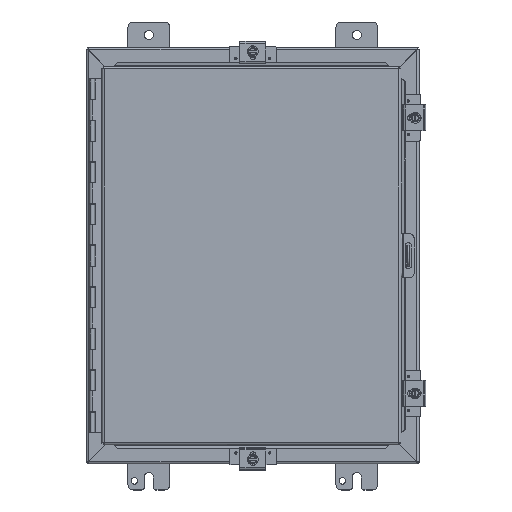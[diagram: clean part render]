
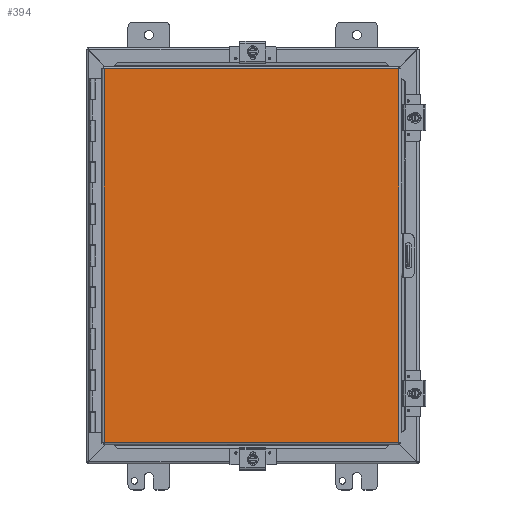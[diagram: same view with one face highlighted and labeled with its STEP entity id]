
A CAD part, top view. The second image highlights one B-rep face of the part: STEP entity #394.
In plain terms, the highlighted face is planar.
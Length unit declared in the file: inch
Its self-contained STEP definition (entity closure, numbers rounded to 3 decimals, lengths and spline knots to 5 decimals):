
#394 = ADVANCED_FACE ( 'NONE', ( #35462 ), #35076, .F. ) ;
#4745 = EDGE_CURVE ( 'NONE', #29109, #15047, #34928, .T. ) ;
#5544 = AXIS2_PLACEMENT_3D ( 'NONE', #37175, #37489, #37503 ) ;
#5687 = CARTESIAN_POINT ( 'NONE',  ( 7.08225, -8.9885, 0. ) ) ;
#6489 = VECTOR ( 'NONE', #41392, 39.37008 ) ;
#6495 = CARTESIAN_POINT ( 'NONE',  ( 7.08225, 8.9885, 0. ) ) ;
#7926 = ORIENTED_EDGE ( 'NONE', *, *, #19245, .T. ) ;
#8402 = EDGE_CURVE ( 'NONE', #15047, #11041, #35530, .T. ) ;
#8633 = VECTOR ( 'NONE', #10042, 39.37008 ) ;
#8741 = EDGE_CURVE ( 'NONE', #23652, #29109, #31522, .T. ) ;
#10042 = DIRECTION ( 'NONE',  ( 0., -1., 0. ) ) ;
#11041 = VERTEX_POINT ( 'NONE', #18716 ) ;
#15047 = VERTEX_POINT ( 'NONE', #30130 ) ;
#15281 = VECTOR ( 'NONE', #45662, 39.37008 ) ;
#17752 = CARTESIAN_POINT ( 'NONE',  ( -7.08225, -8.9885, 0. ) ) ;
#18004 = LINE ( 'NONE', #6495, #8633 ) ;
#18716 = CARTESIAN_POINT ( 'NONE',  ( 7.08225, 8.9885, 0. ) ) ;
#19245 = EDGE_CURVE ( 'NONE', #11041, #23652, #18004, .T. ) ;
#23652 = VERTEX_POINT ( 'NONE', #5687 ) ;
#24635 = ORIENTED_EDGE ( 'NONE', *, *, #8402, .T. ) ;
#29109 = VERTEX_POINT ( 'NONE', #17752 ) ;
#30130 = CARTESIAN_POINT ( 'NONE',  ( -7.08225, 8.9885, 0. ) ) ;
#30424 = VECTOR ( 'NONE', #33710, 39.37008 ) ;
#30567 = ORIENTED_EDGE ( 'NONE', *, *, #8741, .T. ) ;
#31522 = LINE ( 'NONE', #34021, #30424 ) ;
#33710 = DIRECTION ( 'NONE',  ( -1., 0., 0. ) ) ;
#34021 = CARTESIAN_POINT ( 'NONE',  ( 7.08225, -8.9885, 0. ) ) ;
#34928 = LINE ( 'NONE', #41537, #6489 ) ;
#35076 = PLANE ( 'NONE',  #5544 ) ;
#35462 = FACE_OUTER_BOUND ( 'NONE', #45659, .T. ) ;
#35530 = LINE ( 'NONE', #45873, #15281 ) ;
#37175 = CARTESIAN_POINT ( 'NONE',  ( 0., 0., 0. ) ) ;
#37489 = DIRECTION ( 'NONE',  ( 0., 0., 1. ) ) ;
#37503 = DIRECTION ( 'NONE',  ( 1., 0., 0. ) ) ;
#41392 = DIRECTION ( 'NONE',  ( 0., 1., 0. ) ) ;
#41537 = CARTESIAN_POINT ( 'NONE',  ( -7.08225, -8.9885, 0. ) ) ;
#43265 = ORIENTED_EDGE ( 'NONE', *, *, #4745, .T. ) ;
#45659 = EDGE_LOOP ( 'NONE', ( #43265, #24635, #7926, #30567 ) ) ;
#45662 = DIRECTION ( 'NONE',  ( 1., 0., 0. ) ) ;
#45873 = CARTESIAN_POINT ( 'NONE',  ( -7.08225, 8.9885, 0. ) ) ;
